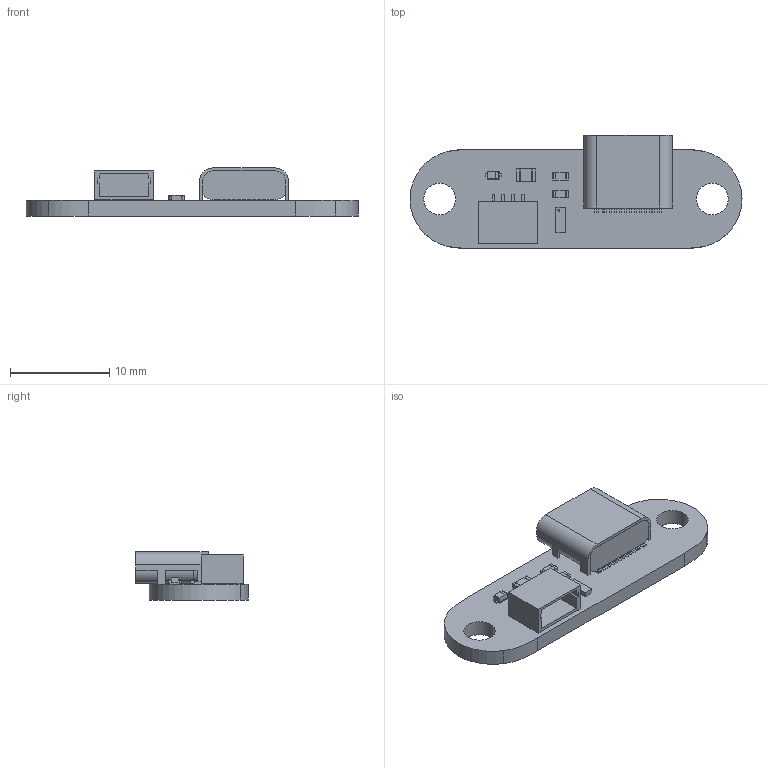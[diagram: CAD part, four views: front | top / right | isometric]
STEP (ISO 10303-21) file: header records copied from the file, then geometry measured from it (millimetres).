
FILE_DESCRIPTION(/* description */ (''),/* implementation_level */ '2;1');
FILE_NAME(/* name */ 'Muon-Step-Simplified.step',/* time_stamp */ '2025-12-27T04:00:09+09:00',/* author */ (''),/* organization */ (''),/* preprocessor_version */ 'ST-DEVELOPER v20.1',/* originating_system */ 'Autodesk Translation Framework v14.21.0.0',/* authorisation */ '');
FILE_SCHEMA (('AUTOMOTIVE_DESIGN { 1 0 10303 214 3 1 1 }'));
Length unit declared in the file: millimetre
Products named in the file (8): Muon-Step-Simplified; muon 1; D_SOD-523; Fuse_0805_2012Metric; USON-10_2.5x1.0mm_P0.5mm; kicad_embedded_212A95117681C903C141F67D1C4FB8A6; JST-SR-4; R_0603_1608Metric
Assembly tree (8 placements, depth 3):
  Muon-Step-Simplified
    muon 1
      D_SOD-523
      R_0603_1608Metric  x2
      Fuse_0805_2012Metric
      USON-10_2.5x1.0mm_P0.5mm
      kicad_embedded_212A95117681C903C141F67D1C4FB8A6
      JST-SR-4
Bounding box: 33.5 x 11.4 x 4.86 mm (x, y, z)
Volume: 609.6 mm3; surface area: 1387.4 mm2
Topology: 24 solids, 24 shells, 487 faces, 1252 edges, 820 vertices
Faces by surface type: plane 374, cylinder 103, cone 6, bspline 4
Full cylindrical faces by diameter (mm): 0.2 x1, 0.5 x2, 3.2 x2
Entity records: 14365 total; most frequent: CARTESIAN_POINT 2490, ORIENTED_EDGE 2368, DIRECTION 2328, EDGE_CURVE 1184, LINE 972, VECTOR 972, VERTEX_POINT 776, AXIS2_PLACEMENT_3D 678
